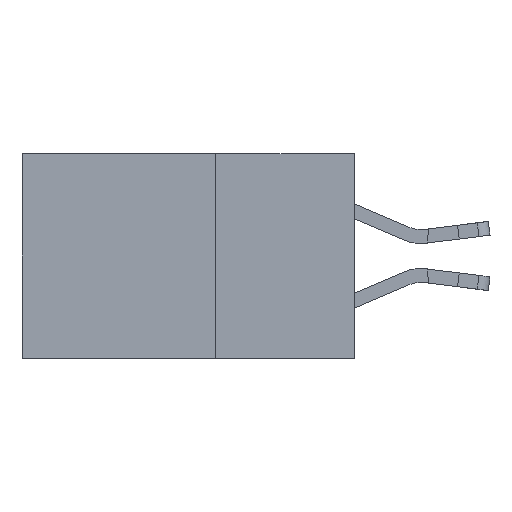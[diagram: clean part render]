
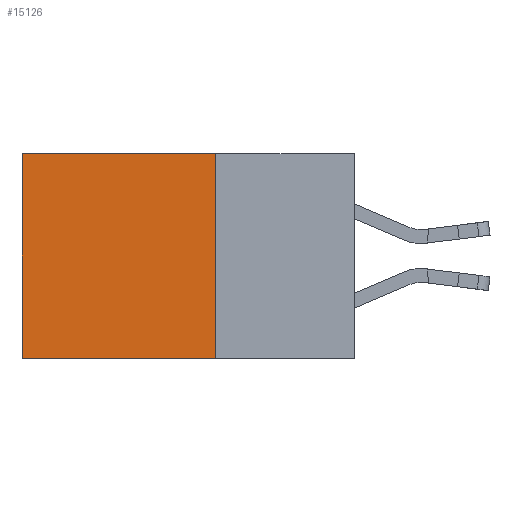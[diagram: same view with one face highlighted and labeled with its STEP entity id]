
A CAD part, left-side view. The second image highlights one B-rep face of the part: STEP entity #15126.
In plain terms, the highlighted planar face has unit normal (-1, 0, 0).
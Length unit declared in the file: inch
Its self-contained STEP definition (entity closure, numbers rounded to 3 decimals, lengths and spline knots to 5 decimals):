
#673 = DIRECTION ( 'NONE',  ( 1., 0., 0. ) ) ;
#687 = DIRECTION ( 'NONE',  ( 0., 0., -1. ) ) ;
#1141 = VERTEX_POINT ( 'NONE', #6705 ) ;
#1207 = ORIENTED_EDGE ( 'NONE', *, *, #14726, .T. ) ;
#2456 = VERTEX_POINT ( 'NONE', #12935 ) ;
#3490 = CARTESIAN_POINT ( 'NONE',  ( 0.298, 0.6, 0. ) ) ;
#3516 = ORIENTED_EDGE ( 'NONE', *, *, #8217, .T. ) ;
#3647 = CARTESIAN_POINT ( 'NONE',  ( 0.298, 0.25, -0.37 ) ) ;
#3668 = DIRECTION ( 'NONE',  ( 0., 1., 0. ) ) ;
#3709 = EDGE_CURVE ( 'NONE', #8101, #2456, #15635, .T. ) ;
#4224 = AXIS2_PLACEMENT_3D ( 'NONE', #5756, #673, #9546 ) ;
#5426 = VECTOR ( 'NONE', #14418, 39.37008 ) ;
#5555 = LINE ( 'NONE', #7494, #14855 ) ;
#5756 = CARTESIAN_POINT ( 'NONE',  ( 0.298, 0.25, 0. ) ) ;
#5949 = CARTESIAN_POINT ( 'NONE',  ( 0.298, 0.25, 0. ) ) ;
#6705 = CARTESIAN_POINT ( 'NONE',  ( 0.298, 0.25, 0. ) ) ;
#7044 = PLANE ( 'NONE',  #4224 ) ;
#7494 = CARTESIAN_POINT ( 'NONE',  ( 0.298, 0.6, 0. ) ) ;
#8101 = VERTEX_POINT ( 'NONE', #13063 ) ;
#8217 = EDGE_CURVE ( 'NONE', #1141, #11369, #14751, .T. ) ;
#8810 = DIRECTION ( 'NONE',  ( 0., 0., -1. ) ) ;
#9546 = DIRECTION ( 'NONE',  ( 0., 0., -1. ) ) ;
#10131 = EDGE_LOOP ( 'NONE', ( #1207, #13484, #10464, #3516 ) ) ;
#10464 = ORIENTED_EDGE ( 'NONE', *, *, #10660, .F. ) ;
#10660 = EDGE_CURVE ( 'NONE', #1141, #8101, #14689, .T. ) ;
#11369 = VERTEX_POINT ( 'NONE', #3490 ) ;
#11955 = VECTOR ( 'NONE', #687, 39.37008 ) ;
#12510 = VECTOR ( 'NONE', #3668, 39.37008 ) ;
#12935 = CARTESIAN_POINT ( 'NONE',  ( 0.298, 0.6, -0.37 ) ) ;
#13063 = CARTESIAN_POINT ( 'NONE',  ( 0.298, 0.25, -0.37 ) ) ;
#13484 = ORIENTED_EDGE ( 'NONE', *, *, #3709, .F. ) ;
#14418 = DIRECTION ( 'NONE',  ( 0., 1., 0. ) ) ;
#14689 = LINE ( 'NONE', #15401, #11955 ) ;
#14726 = EDGE_CURVE ( 'NONE', #11369, #2456, #5555, .T. ) ;
#14751 = LINE ( 'NONE', #5949, #5426 ) ;
#14855 = VECTOR ( 'NONE', #8810, 39.37008 ) ;
#15126 = ADVANCED_FACE ( 'NONE', ( #15220 ), #7044, .F. ) ;
#15220 = FACE_OUTER_BOUND ( 'NONE', #10131, .T. ) ;
#15401 = CARTESIAN_POINT ( 'NONE',  ( 0.298, 0.25, 0. ) ) ;
#15635 = LINE ( 'NONE', #3647, #12510 ) ;
